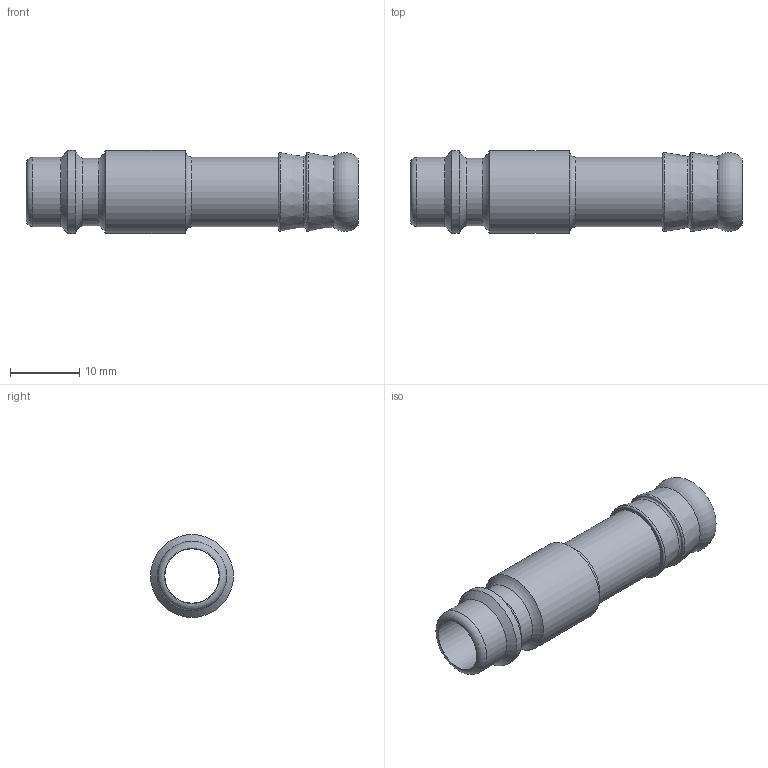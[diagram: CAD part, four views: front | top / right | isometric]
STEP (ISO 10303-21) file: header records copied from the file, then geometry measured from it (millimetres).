
FILE_DESCRIPTION((''),'2;1');
FILE_NAME('26sftf10mxx.stp','2013-06-10T11:20:23',('IA176480'),(''),'Autodesk Inventor 2013','Autodesk Inventor 2013','');
FILE_SCHEMA(('AUTOMOTIVE_DESIGN { 1 0 10303 214 1 1 1 1 }'));
Length unit declared in the file: millimetre
Products named in the file (1): D106813
Bounding box: 48 x 12 x 12 mm (x, y, z)
Volume: 2097.8 mm3; surface area: 2967.3 mm2
Topology: 1 solids, 1 shells, 20 faces, 40 edges, 23 vertices
Faces by surface type: torus 7, cylinder 6, cone 3, plane 3, bspline 1
Full cylindrical faces by diameter (mm): 7.85 x1, 9.75 x1, 10 x1, 10.1 x1, 12 x2
Entity records: 533 total; most frequent: CARTESIAN_POINT 164, DIRECTION 78, ORIENTED_EDGE 42, AXIS2_PLACEMENT_3D 39, EDGE_LOOP 39, EDGE_CURVE 21, VERTEX_POINT 20, FACE_OUTER_BOUND 20
